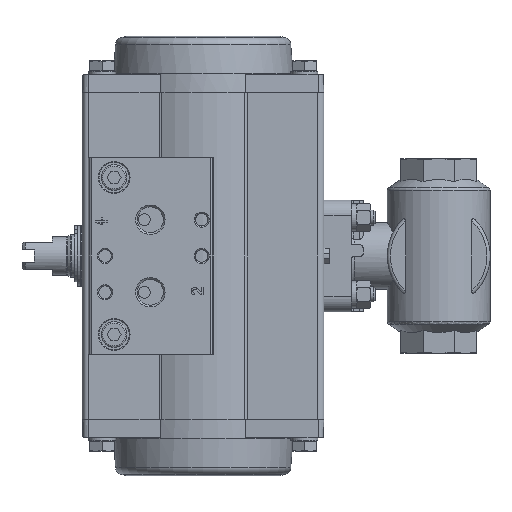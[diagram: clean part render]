
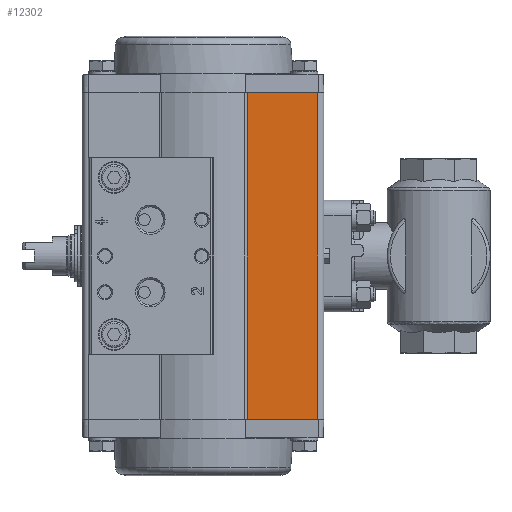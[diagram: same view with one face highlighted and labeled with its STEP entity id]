
A CAD part, left-side view. The second image highlights one B-rep face of the part: STEP entity #12302.
In plain terms, the highlighted face is planar.
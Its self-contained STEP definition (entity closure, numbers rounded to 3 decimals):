
#303=PLANE('',#13421);
#1390=LINE('',#19738,#2120);
#1414=LINE('',#19876,#2144);
#1450=LINE('',#19984,#2180);
#1451=LINE('',#19985,#2181);
#2120=VECTOR('',#15400,1000.);
#2144=VECTOR('',#15466,1000.);
#2180=VECTOR('',#15558,1000.);
#2181=VECTOR('',#15559,1000.);
#3742=ORIENTED_EDGE('',*,*,#6667,.F.);
#3743=ORIENTED_EDGE('',*,*,#6768,.F.);
#3744=ORIENTED_EDGE('',*,*,#6715,.T.);
#3745=ORIENTED_EDGE('',*,*,#6769,.T.);
#6667=EDGE_CURVE('',#8258,#8266,#1390,.T.);
#6715=EDGE_CURVE('',#8288,#8306,#1414,.T.);
#6768=EDGE_CURVE('',#8288,#8258,#1450,.T.);
#6769=EDGE_CURVE('',#8306,#8266,#1451,.T.);
#8258=VERTEX_POINT('',#19708);
#8266=VERTEX_POINT('',#19739);
#8288=VERTEX_POINT('',#19805);
#8306=VERTEX_POINT('',#19875);
#9999=EDGE_LOOP('',(#3742,#3743,#3744,#3745));
#11085=FACE_BOUND('',#9999,.T.);
#12302=ADVANCED_FACE('',(#11085),#303,.F.);
#13421=AXIS2_PLACEMENT_3D('',#19983,#15556,#15557);
#15400=DIRECTION('',(0.,-1.,0.));
#15466=DIRECTION('',(0.,-1.,0.));
#15556=DIRECTION('',(-1.,0.,0.));
#15557=DIRECTION('',(0.,0.,1.));
#15558=DIRECTION('',(0.,0.,-1.));
#15559=DIRECTION('',(0.,0.,-1.));
#19708=CARTESIAN_POINT('',(26.5,-14.552,-54.15));
#19738=CARTESIAN_POINT('',(26.5,40.,-54.15));
#19739=CARTESIAN_POINT('',(26.5,-38.,-54.15));
#19805=CARTESIAN_POINT('',(26.5,-14.552,54.15));
#19875=CARTESIAN_POINT('',(26.5,-38.,54.15));
#19876=CARTESIAN_POINT('',(26.5,40.,54.15));
#19983=CARTESIAN_POINT('',(26.5,14.552,54.15));
#19984=CARTESIAN_POINT('',(26.5,-14.552,54.15));
#19985=CARTESIAN_POINT('',(26.5,-38.,54.25));
